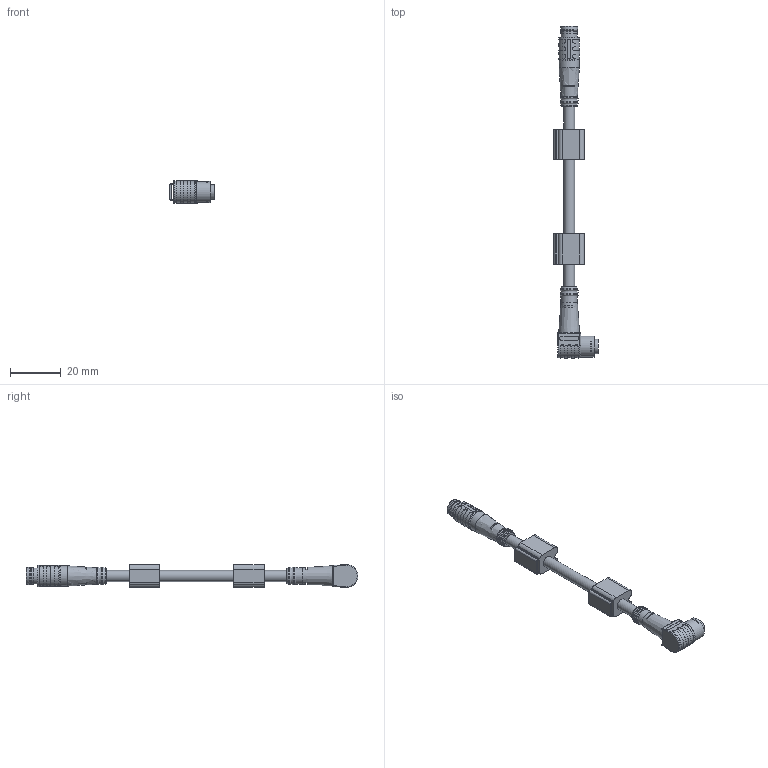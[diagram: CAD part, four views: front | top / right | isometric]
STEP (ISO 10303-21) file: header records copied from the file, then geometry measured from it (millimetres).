
FILE_DESCRIPTION(/* description */ (''),/* implementation_level */ '2;1');
FILE_NAME(/* name */ 'AL-WKP3-m-AL-SP3.stp',/* time_stamp */ '2016-11-22T08:40:06+01:00',/* author */ (''),/* organization */ (''),/* preprocessor_version */ 'ST-DEVELOPER v16',/* originating_system */ 'SIEMENS PLM Software NX 10.0',/* authorisation */ '');
FILE_SCHEMA (('AUTOMOTIVE_DESIGN { 1 0 10303 214 3 1 1 1 }'));
Length unit declared in the file: millimetre
Products named in the file (1): AL-WKP3
Bounding box: 17.4 x 130.9 x 9 mm (x, y, z)
Volume: 5866.4 mm3; surface area: 4453.9 mm2
Topology: 1 solids, 1 shells, 265 faces, 680 edges, 440 vertices
Faces by surface type: cylinder 127, plane 112, torus 12, sphere 7, cone 6, bspline 1
Full cylindrical faces by diameter (mm): 1 x3, 1.1 x3, 4.4 x3, 5.7 x1, 5.8 x1, 6.3 x1, 6.5 x5, 6.501 x4, 6.9 x2, 8 x1, 8.3 x1, 8.4 x1
Entity records: 8808 total; most frequent: CARTESIAN_POINT 2637, DIRECTION 1308, ORIENTED_EDGE 1206, EDGE_CURVE 603, AXIS2_PLACEMENT_3D 518, VERTEX_POINT 415, EDGE_LOOP 344, LINE 272
